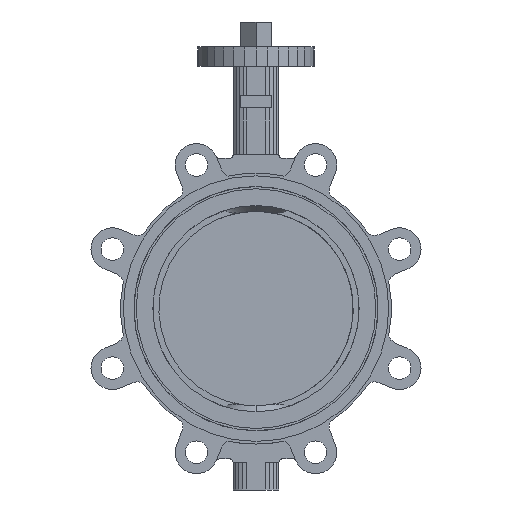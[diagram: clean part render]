
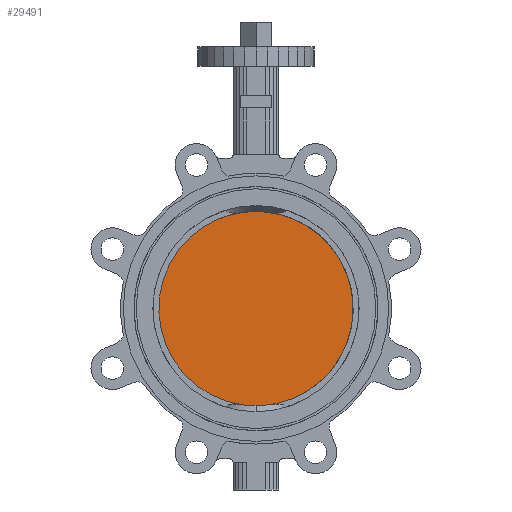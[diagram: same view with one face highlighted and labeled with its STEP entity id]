
A CAD part, left-side view. The second image highlights one B-rep face of the part: STEP entity #29491.
In plain terms, the highlighted planar face has unit normal (-1, 0, 0).
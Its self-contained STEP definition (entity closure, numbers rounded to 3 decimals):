
#29402=CARTESIAN_POINT('Vertex',(-28.3,-28.701,-69.291)) ;
#29428=CARTESIAN_POINT('Vertex',(-28.3,28.701,69.291)) ;
#29432=CARTESIAN_POINT('Control Point',(-28.3,-28.701,-69.291)) ;
#29433=CARTESIAN_POINT('Control Point',(-28.3,-39.585,-64.783)) ;
#29434=CARTESIAN_POINT('Control Point',(-28.3,-49.584,-58.137)) ;
#29435=CARTESIAN_POINT('Control Point',(-28.3,-58.137,-49.584)) ;
#29436=CARTESIAN_POINT('Control Point',(-28.3,-71.428,-29.587)) ;
#29437=CARTESIAN_POINT('Control Point',(-28.3,-76.171,-6.048)) ;
#29438=CARTESIAN_POINT('Control Point',(-28.3,-76.171,6.048)) ;
#29439=CARTESIAN_POINT('Control Point',(-28.3,-71.428,29.586)) ;
#29440=CARTESIAN_POINT('Control Point',(-28.3,-58.137,49.584)) ;
#29441=CARTESIAN_POINT('Control Point',(-28.3,-49.584,58.137)) ;
#29442=CARTESIAN_POINT('Control Point',(-28.3,-29.587,71.428)) ;
#29443=CARTESIAN_POINT('Control Point',(-28.3,-6.048,76.171)) ;
#29444=CARTESIAN_POINT('Control Point',(-28.3,6.048,76.171)) ;
#29445=CARTESIAN_POINT('Control Point',(-28.3,17.817,73.799)) ;
#29446=CARTESIAN_POINT('Control Point',(-28.3,28.701,69.291)) ;
#29455=CARTESIAN_POINT('Axis2P3D Location',(-28.3,0.,0.)) ;
#29482=CARTESIAN_POINT('Axis2P3D Location',(-28.3,0.,0.)) ;
#29456=DIRECTION('Axis2P3D Direction',(1.,0.,0.)) ;
#29483=DIRECTION('Axis2P3D Direction',(-1.,-0.,0.)) ;
#29484=DIRECTION('Axis2P3D XDirection',(0.,-0.383,-0.924)) ;
#29457=AXIS2_PLACEMENT_3D('Circle Axis2P3D',#29455,#29456,$) ;
#29485=AXIS2_PLACEMENT_3D('Plane Axis2P3D',#29482,#29483,#29484) ;
#29458=CIRCLE('generated circle',#29457,75.) ;
#29486=PLANE('',#29485) ;
#29447=EDGE_CURVE('',#29403,#29429,#29431,.T.) ;
#29459=EDGE_CURVE('',#29429,#29403,#29458,.F.) ;
#29488=ORIENTED_EDGE('',*,*,#29447,.T.) ;
#29489=ORIENTED_EDGE('',*,*,#29459,.T.) ;
#29487=EDGE_LOOP('',(#29488,#29489)) ;
#29403=VERTEX_POINT('',#29402) ;
#29429=VERTEX_POINT('',#29428) ;
#29491=ADVANCED_FACE('1',(#29490),#29486,.T.) ;
#29431=B_SPLINE_CURVE_WITH_KNOTS('',5,(#29432,#29433,#29434,#29435,#29436,#29437,#29438,#29439,#29440,#29441,#29442,#29443,#29444,#29445,#29446),.UNSPECIFIED.,.F.,.U.,(6,3,3,3,6),(-117.81,-58.905,0.,58.905,117.81),.UNSPECIFIED.) ;
#29490=FACE_OUTER_BOUND('',#29487,.T.) ;
